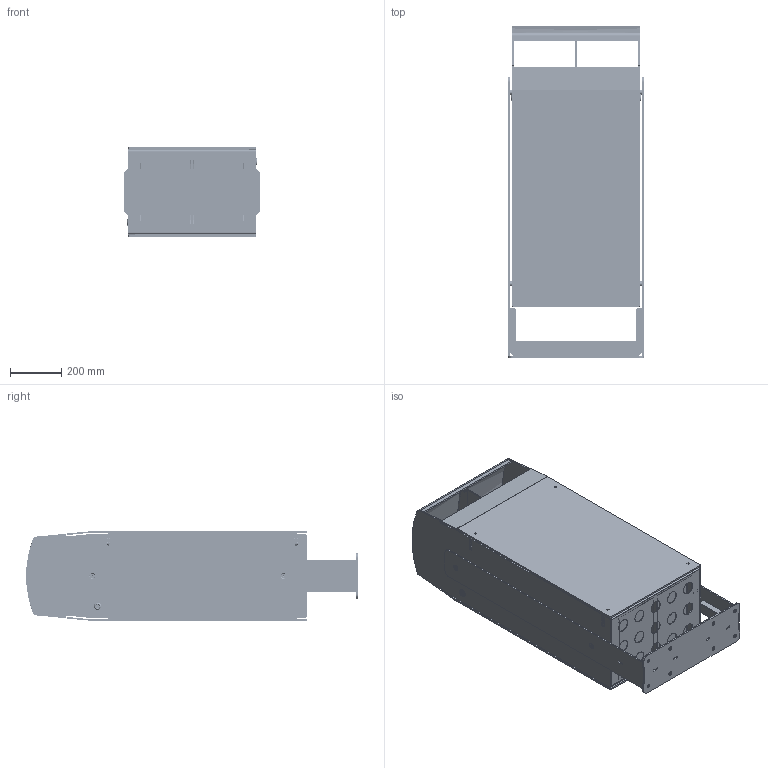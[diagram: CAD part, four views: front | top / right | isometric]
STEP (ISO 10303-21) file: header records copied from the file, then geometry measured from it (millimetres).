
FILE_DESCRIPTION (( 'STEP AP203' ), '1' );
FILE_NAME ('BOLB.50WS2.STEP', '2021-08-05T06:28:22', ( '' ), ( '' ), 'SwSTEP 2.0', 'SolidWorks 2020', '' );
FILE_SCHEMA (( 'CONFIG_CONTROL_DESIGN' ));
Length unit declared in the file: millimetre
Products named in the file (61): Handle FOB NINGBO; BOLB Bin Lock plate 3; BOLB FRAME; BOLB Axle; BOLB.50WS2 Garbage side_1; BOLB CASSETTE; BOLB Bin Top middle; BOLB Bush-PA 6x8x10x10x2 DIN1494; hex nut style 1 gradeab_iso_ISO - 4032 - M10 - W - N; BOLB Bin Top guide; BOLB BIN BASE; plain washer normal grade a_iso_Washer ISO 7089 - 5; _1-110-3; BOLB  Door; BOLB Cas Cil pos.; PE Spacer 15x2.5x8.2.; BOLB BIN; _1-110-4; hex nut style 1 gradeab_iso_ISO - 4032 - M5 - W - N; BOLB Bin Lock plate 1; _1-100-1-1; hex screw gradeab_iso_ISO 4017 - M5 x 16-N; BOLB Bin Top; hex screw gradeab_iso_ISO 4017 - M5 x 12-N; BOLB.50WS2 GARBAGE; _200-9130(1-142-P9); BOLB Bin Bottom; plain washer large grade ac_iso_Washer ISO 7093 - 10; BOLB DOOR 1; socket countersunk head screw_iso_ISO 10642 - M10 x 45 - 45N; BOLB Door Con Lock strip; _1-100-2; BOLB Door Mid strip; BOLB.50WS2; BOLB Door Hinge strip; slotted pan shoulder screw_din_DIN 923 - M5 x 10 --- 7N; BOLB Bin Side; BOLB Axle Plate; BOLB  Door Pos.; IPS Lock 8mm triangle ...
Assembly tree (199 placements, depth 5):
  BOLB.50WS2
    BOLB STD 
      BOLB FRAME
        BOLB FRAME-Bottom plate_
        BOLB FRAME-Side leg_  x2
        BOLB FRAME-Side Leg reinf_  x2
      PE Spacer 20 x 10 x 12,8(D x h x d).  x4
      BOLB BIN
        BOLB BIN BASE
          BOLB Bin Side  x2
          BOLB Bin Top
          BOLB Bin Lock plate 1  x2
          BOLB Cas Cil pos.  x2
          BOLB Bin Lock plate 3  x2
          BOLB Bin Top middle
          BOLB Bin Top guide  x2
          BOLB Bin Bottom guide  x2
          BOLB Bin Bottom
        BOLB CASSETTE
          BOLB Cas Lock strip
          BOLB Cas Splitcam Catch
          BOLB Cas Cil Lock  x2
        BOLB DOOR 1
          BOLB  Door
          BOLB  Door lock  x2
          BOLB  Door Pos.
          BOLB Door Hinge strip  x2
          BOLB Door Con strip
          BOLB Door Mid strip
          BOLB Door Con Lock strip
          plain washer normal grade a_iso_Washer ISO 7089 - 5  x6
          hex screw gradeab_iso_ISO 4017 - M5 x 10-N  x6
        BOLB DOOR 1
          BOLB  Door
          BOLB  Door lock  x2
          BOLB  Door Pos.
          BOLB Door Hinge strip  x2
          BOLB Door Con strip
          BOLB Door Mid strip
          BOLB Door Con Lock strip
          plain washer normal grade a_iso_Washer ISO 7089 - 5  x6
          hex screw gradeab_iso_ISO 4017 - M5 x 10-N  x6
        IPS Lock 8mm triangle
          _1-100-1-1
          _1-100-2
          _200-9130(1-142-P9)
          _1-110-4
          _1-110-3
        BOLB SplitCam  x2
        BOLB CASSETTE
          BOLB Cas Lock strip
          BOLB Cas Splitcam Catch
          BOLB Cas Cil Lock  x2
        IPS Lock 8mm triangle
          _1-100-1-1
          _1-100-2
          _200-9130(1-142-P9)
          _1-110-4
          _1-110-3
        slotted pan shoulder screw_din_DIN 923 - M5 x 10 --- 7N  x14
Bounding box: 532 x 1299.99 x 350 mm (x, y, z)
Volume: 19548818.2 mm3; surface area: 10846488.6 mm2
Topology: 189 solids, 191 shells, 4531 faces, 10814 edges, 6720 vertices
Faces by surface type: plane 2255, cylinder 1448, cone 634, torus 166, bspline 28
Entity records: 55316 total; most frequent: CARTESIAN_POINT 8671, DIRECTION 7941, ORIENTED_EDGE 7292, EDGE_CURVE 3646, AXIS2_PLACEMENT_3D 2792, LINE 2357, VECTOR 2357, VERTEX_POINT 2320
